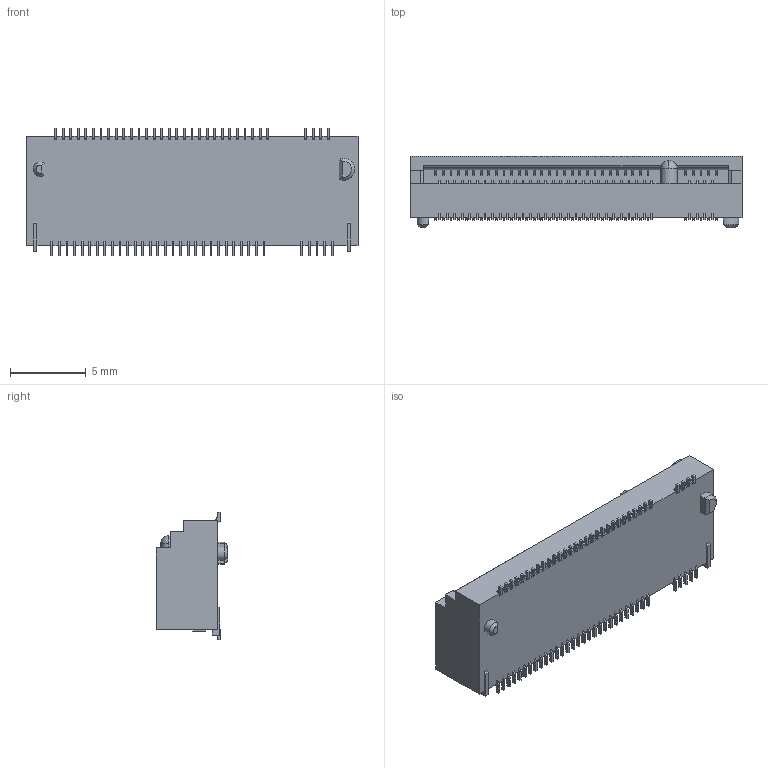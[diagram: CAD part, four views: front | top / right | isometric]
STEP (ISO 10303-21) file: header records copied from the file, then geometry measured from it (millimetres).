
FILE_DESCRIPTION((''),'2;1');
FILE_NAME('MDT420M_ASSY','2021-08-26T',('yunx.liu'),(''),'CREO PARAMETRIC BY PTC INC, 2018360','CREO PARAMETRIC BY PTC INC, 2018360','');
FILE_SCHEMA(('AUTOMOTIVE_DESIGN { 1 0 10303 214 1 1 1 1 }'));
Length unit declared in the file: millimetre
Products named in the file (1): MDT420M_ASSY
Bounding box: 21.9 x 4.7 x 8.4 mm (x, y, z)
Volume: 529.9 mm3; surface area: 708.5 mm2
Topology: 1 solids, 1 shells, 1355 faces, 4149 edges, 2765 vertices
Faces by surface type: plane 740, cylinder 611, cone 2, sphere 2
Entity records: 46894 total; most frequent: CARTESIAN_POINT 8311, ORIENTED_EDGE 8298, DIRECTION 8081, EDGE_CURVE 4149, VECTOR 2909, LINE 2909, VERTEX_POINT 2765, AXIS2_PLACEMENT_3D 2586
